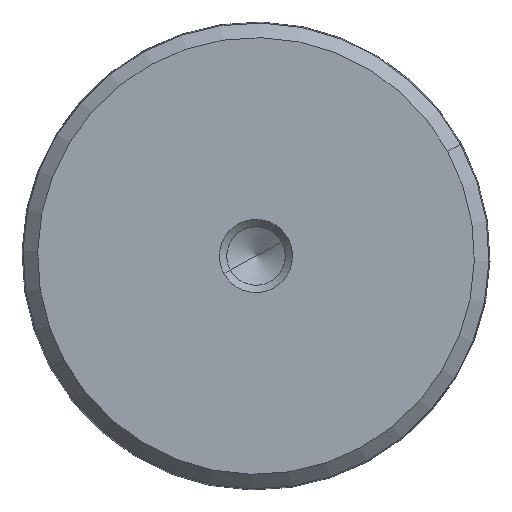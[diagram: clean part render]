
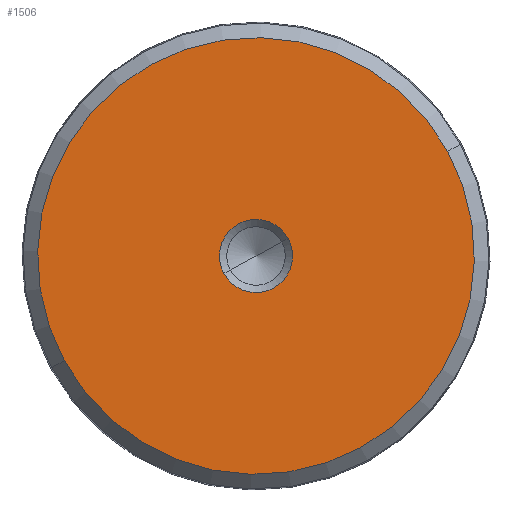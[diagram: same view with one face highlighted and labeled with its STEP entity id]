
A CAD part, left-side view. The second image highlights one B-rep face of the part: STEP entity #1506.
In plain terms, the highlighted planar face has unit normal (-1, 0, 0).
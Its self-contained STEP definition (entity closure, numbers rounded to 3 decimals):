
#1139=CARTESIAN_POINT('Vertex',(0.001,-13.031,7.157)) ;
#1142=CARTESIAN_POINT('Axis2P3D Location',(0.001,0.07,0.)) ;
#1146=CARTESIAN_POINT('Vertex',(0.001,13.17,-7.157)) ;
#1161=CARTESIAN_POINT('Axis2P3D Location',(0.001,0.07,0.)) ;
#1182=CARTESIAN_POINT('Vertex',(0.001,-2.124,1.199)) ;
#1198=CARTESIAN_POINT('Vertex',(0.001,2.263,-1.199)) ;
#1201=CARTESIAN_POINT('Axis2P3D Location',(0.001,0.07,0.)) ;
#1218=CARTESIAN_POINT('Axis2P3D Location',(0.001,0.07,0.)) ;
#1493=CARTESIAN_POINT('Axis2P3D Location',(0.001,2.57,0.)) ;
#1143=DIRECTION('Axis2P3D Direction',(1.,-0.,0.)) ;
#1162=DIRECTION('Axis2P3D Direction',(1.,-0.,0.)) ;
#1202=DIRECTION('Axis2P3D Direction',(-1.,0.,0.)) ;
#1219=DIRECTION('Axis2P3D Direction',(-1.,0.,0.)) ;
#1494=DIRECTION('Axis2P3D Direction',(-1.,0.,0.)) ;
#1495=DIRECTION('Axis2P3D XDirection',(0.,1.,0.)) ;
#1144=AXIS2_PLACEMENT_3D('Circle Axis2P3D',#1142,#1143,$) ;
#1163=AXIS2_PLACEMENT_3D('Circle Axis2P3D',#1161,#1162,$) ;
#1203=AXIS2_PLACEMENT_3D('Circle Axis2P3D',#1201,#1202,$) ;
#1220=AXIS2_PLACEMENT_3D('Circle Axis2P3D',#1218,#1219,$) ;
#1496=AXIS2_PLACEMENT_3D('Plane Axis2P3D',#1493,#1494,#1495) ;
#1499=ORIENTED_EDGE('',*,*,#1165,.T.) ;
#1500=ORIENTED_EDGE('',*,*,#1148,.T.) ;
#1503=ORIENTED_EDGE('',*,*,#1205,.F.) ;
#1504=ORIENTED_EDGE('',*,*,#1222,.F.) ;
#1505=FACE_BOUND('',#1502,.T.) ;
#1506=ADVANCED_FACE('Hauptk\X2\00F6\X0\rper',(#1501,#1505),#1497,.T.) ;
#1145=CIRCLE('generated circle',#1144,14.928) ;
#1164=CIRCLE('generated circle',#1163,14.928) ;
#1204=CIRCLE('generated circle',#1203,2.5) ;
#1221=CIRCLE('generated circle',#1220,2.5) ;
#1148=EDGE_CURVE('',#1147,#1140,#1145,.F.) ;
#1165=EDGE_CURVE('',#1140,#1147,#1164,.F.) ;
#1205=EDGE_CURVE('',#1199,#1183,#1204,.T.) ;
#1222=EDGE_CURVE('',#1183,#1199,#1221,.T.) ;
#1498=EDGE_LOOP('',(#1499,#1500)) ;
#1502=EDGE_LOOP('',(#1503,#1504)) ;
#1501=FACE_OUTER_BOUND('',#1498,.T.) ;
#1497=PLANE('',#1496) ;
#1140=VERTEX_POINT('',#1139) ;
#1147=VERTEX_POINT('',#1146) ;
#1183=VERTEX_POINT('',#1182) ;
#1199=VERTEX_POINT('',#1198) ;
